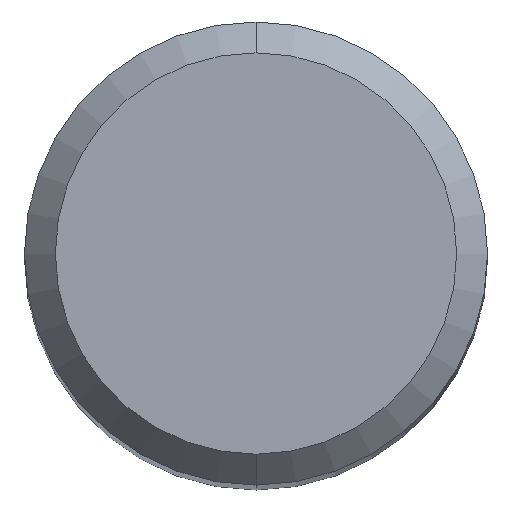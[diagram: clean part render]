
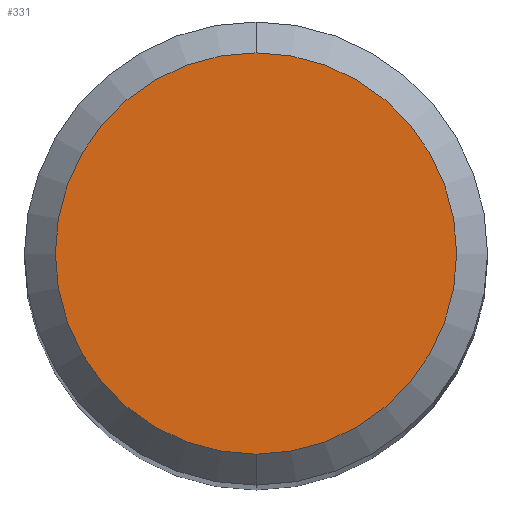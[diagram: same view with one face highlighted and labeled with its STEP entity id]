
A CAD part, top view. The second image highlights one B-rep face of the part: STEP entity #331.
In plain terms, the highlighted planar face has unit normal (0, 0, 1).
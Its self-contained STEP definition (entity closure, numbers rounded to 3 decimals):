
#313=VERTEX_POINT('',#622);
#331=ADVANCED_FACE('',(#641),#642,.T.);
#357=EDGE_CURVE('',#439,#313,#668,.T.);
#375=EDGE_CURVE('',#313,#439,#688,.T.);
#439=VERTEX_POINT('',#758);
#622=CARTESIAN_POINT('',(0.0,2.6,0.0));
#641=FACE_OUTER_BOUND('',#1166,.T.);
#642=PLANE('',#1167);
#668=CIRCLE('',#1200,2.6);
#688=CIRCLE('',#1229,2.6);
#758=CARTESIAN_POINT('',(0.,-2.6,0.0));
#1166=EDGE_LOOP('',(#1597,#1598));
#1167=AXIS2_PLACEMENT_3D('',#1599,#1600,#1601);
#1200=AXIS2_PLACEMENT_3D('',#1609,#1610,#1611);
#1229=AXIS2_PLACEMENT_3D('',#1637,#1638,#1639);
#1597=ORIENTED_EDGE('',*,*,#375,.F.);
#1598=ORIENTED_EDGE('',*,*,#357,.F.);
#1599=CARTESIAN_POINT('',(0.0,1.3,0.0));
#1600=DIRECTION('',(-0.0,0.0,1.0));
#1601=DIRECTION('',(0.0,-1.0,0.0));
#1609=CARTESIAN_POINT('',(0.0,0.0,0.0));
#1610=DIRECTION('',(0.0,0.0,-1.0));
#1611=DIRECTION('',(0.0,1.0,0.0));
#1637=CARTESIAN_POINT('',(0.0,0.0,0.0));
#1638=DIRECTION('',(0.0,0.0,-1.0));
#1639=DIRECTION('',(0.0,1.0,0.0));
